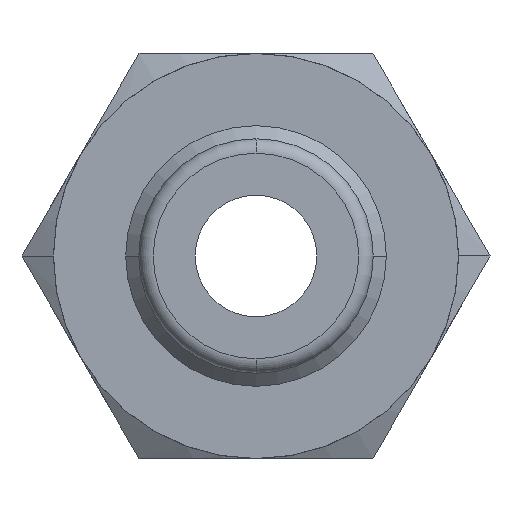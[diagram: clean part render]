
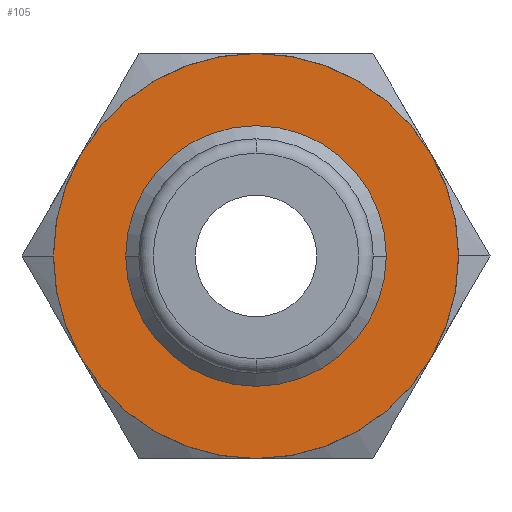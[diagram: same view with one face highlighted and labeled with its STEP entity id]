
A CAD part, front view. The second image highlights one B-rep face of the part: STEP entity #105.
In plain terms, the highlighted planar face has unit normal (0, -1, 0).
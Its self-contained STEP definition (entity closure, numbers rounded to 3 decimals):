
#105=ADVANCED_FACE('',(#246,#247),#248,.T.);
#246=FACE_OUTER_BOUND('',#425,.T.);
#247=FACE_BOUND('',#426,.T.);
#248=PLANE('',#427);
#425=EDGE_LOOP('',(#664,#665));
#426=EDGE_LOOP('',(#666,#667));
#427=AXIS2_PLACEMENT_3D('',#668,#669,#670);
#664=ORIENTED_EDGE('',*,*,#1073,.T.);
#665=ORIENTED_EDGE('',*,*,#1074,.T.);
#666=ORIENTED_EDGE('',*,*,#1075,.F.);
#667=ORIENTED_EDGE('',*,*,#1076,.F.);
#668=CARTESIAN_POINT('',(0.0,14.0,0.0));
#669=DIRECTION('',(0.0,-1.0,0.0));
#670=DIRECTION('',(-1.0,0.0,0.0));
#1073=EDGE_CURVE('',#1287,#1288,#1289,.T.);
#1074=EDGE_CURVE('',#1288,#1287,#1290,.T.);
#1075=EDGE_CURVE('',#1291,#1292,#1293,.T.);
#1076=EDGE_CURVE('',#1292,#1291,#1294,.T.);
#1287=VERTEX_POINT('',#1665);
#1288=VERTEX_POINT('',#1666);
#1289=CIRCLE('',#1667,6.995);
#1290=CIRCLE('',#1668,6.995);
#1291=VERTEX_POINT('',#1669);
#1292=VERTEX_POINT('',#1670);
#1293=CIRCLE('',#1671,4.5);
#1294=CIRCLE('',#1672,4.5);
#1665=CARTESIAN_POINT('',(6.995,14.0,0.0));
#1666=CARTESIAN_POINT('',(-6.995,14.0,0.));
#1667=AXIS2_PLACEMENT_3D('',#2042,#2043,#2044);
#1668=AXIS2_PLACEMENT_3D('',#2045,#2046,#2047);
#1669=CARTESIAN_POINT('',(-4.5,14.0,0.));
#1670=CARTESIAN_POINT('',(4.5,14.0,0.));
#1671=AXIS2_PLACEMENT_3D('',#2048,#2049,#2050);
#1672=AXIS2_PLACEMENT_3D('',#2051,#2052,#2053);
#2042=CARTESIAN_POINT('',(0.0,14.0,0.0));
#2043=DIRECTION('',(0.0,-1.0,0.0));
#2044=DIRECTION('',(1.0,0.0,0.0));
#2045=CARTESIAN_POINT('',(0.0,14.0,0.0));
#2046=DIRECTION('',(0.0,-1.0,0.0));
#2047=DIRECTION('',(1.0,0.0,0.0));
#2048=CARTESIAN_POINT('',(0.0,14.0,0.0));
#2049=DIRECTION('',(0.0,-1.0,0.0));
#2050=DIRECTION('',(1.0,0.0,0.0));
#2051=CARTESIAN_POINT('',(0.0,14.0,0.0));
#2052=DIRECTION('',(0.0,-1.0,0.0));
#2053=DIRECTION('',(1.0,0.0,0.0));
